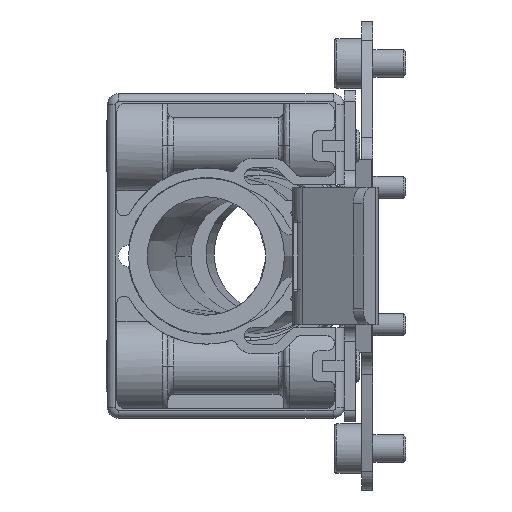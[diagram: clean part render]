
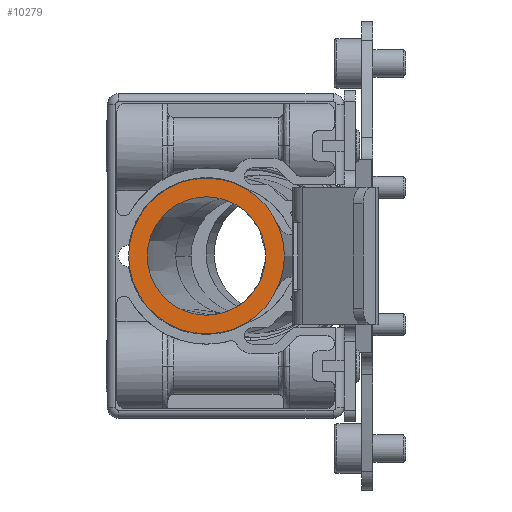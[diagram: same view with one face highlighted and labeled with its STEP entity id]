
A CAD part, left-side view. The second image highlights one B-rep face of the part: STEP entity #10279.
In plain terms, the highlighted planar face has unit normal (-1, 0, 0).
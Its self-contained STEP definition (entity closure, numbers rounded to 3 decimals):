
#1635 = CARTESIAN_POINT ( 'NONE',  ( 310.308, 89.196, 705. ) ) ;
#2007 = DIRECTION ( 'NONE',  ( 0., 1., 0. ) ) ;
#2954 = EDGE_CURVE ( 'NONE', #7107, #5020, #6855, .T. ) ;
#4404 = DIRECTION ( 'NONE',  ( -1., 0., 0. ) ) ;
#5020 = VERTEX_POINT ( 'NONE', #21648 ) ;
#6727 = CARTESIAN_POINT ( 'NONE',  ( 310.308, 99.946, 705. ) ) ;
#6855 = CIRCLE ( 'NONE', #19057, 14.15 ) ;
#7107 = VERTEX_POINT ( 'NONE', #31228 ) ;
#7602 = DIRECTION ( 'NONE',  ( -1., 0., 0. ) ) ;
#7760 = EDGE_LOOP ( 'NONE', ( #33884, #17322 ) ) ;
#8314 = CIRCLE ( 'NONE', #32777, 10.75 ) ;
#9699 = AXIS2_PLACEMENT_3D ( 'NONE', #26987, #26823, #21620 ) ;
#9963 = FACE_OUTER_BOUND ( 'NONE', #7760, .T. ) ;
#10279 = ADVANCED_FACE ( 'NONE', ( #21262, #9963 ), #23532, .T. ) ;
#11647 = AXIS2_PLACEMENT_3D ( 'NONE', #14551, #25193, #11975 ) ;
#11975 = DIRECTION ( 'NONE',  ( 0., 0., -1. ) ) ;
#14551 = CARTESIAN_POINT ( 'NONE',  ( 310.308, 89.196, 705. ) ) ;
#15650 = EDGE_CURVE ( 'NONE', #15925, #29314, #8314, .T. ) ;
#15712 = EDGE_CURVE ( 'NONE', #5020, #7107, #33890, .T. ) ;
#15925 = VERTEX_POINT ( 'NONE', #27742 ) ;
#15932 = CARTESIAN_POINT ( 'NONE',  ( 310.308, 89.196, 705. ) ) ;
#16814 = DIRECTION ( 'NONE',  ( -1., 0., 0. ) ) ;
#17322 = ORIENTED_EDGE ( 'NONE', *, *, #2954, .T. ) ;
#17341 = AXIS2_PLACEMENT_3D ( 'NONE', #15932, #7602, #23453 ) ;
#18755 = ORIENTED_EDGE ( 'NONE', *, *, #15650, .F. ) ;
#19057 = AXIS2_PLACEMENT_3D ( 'NONE', #1635, #4404, #24657 ) ;
#21262 = FACE_BOUND ( 'NONE', #31023, .T. ) ;
#21620 = DIRECTION ( 'NONE',  ( 0., 0., -1. ) ) ;
#21648 = CARTESIAN_POINT ( 'NONE',  ( 310.308, 103.346, 705. ) ) ;
#22423 = CARTESIAN_POINT ( 'NONE',  ( 310.308, 89.196, 705. ) ) ;
#23453 = DIRECTION ( 'NONE',  ( 0., 1., 0. ) ) ;
#23532 = PLANE ( 'NONE',  #9699 ) ;
#24657 = DIRECTION ( 'NONE',  ( 0., 0., -1. ) ) ;
#25193 = DIRECTION ( 'NONE',  ( -1., 0., 0. ) ) ;
#26823 = DIRECTION ( 'NONE',  ( -1., 0., 0. ) ) ;
#26987 = CARTESIAN_POINT ( 'NONE',  ( 310.308, 89.196, 705. ) ) ;
#27742 = CARTESIAN_POINT ( 'NONE',  ( 310.308, 78.446, 705. ) ) ;
#28518 = CIRCLE ( 'NONE', #17341, 10.75 ) ;
#29314 = VERTEX_POINT ( 'NONE', #6727 ) ;
#29343 = ORIENTED_EDGE ( 'NONE', *, *, #32151, .F. ) ;
#31023 = EDGE_LOOP ( 'NONE', ( #29343, #18755 ) ) ;
#31228 = CARTESIAN_POINT ( 'NONE',  ( 310.308, 75.046, 705. ) ) ;
#32151 = EDGE_CURVE ( 'NONE', #29314, #15925, #28518, .T. ) ;
#32777 = AXIS2_PLACEMENT_3D ( 'NONE', #22423, #16814, #2007 ) ;
#33884 = ORIENTED_EDGE ( 'NONE', *, *, #15712, .T. ) ;
#33890 = CIRCLE ( 'NONE', #11647, 14.15 ) ;
